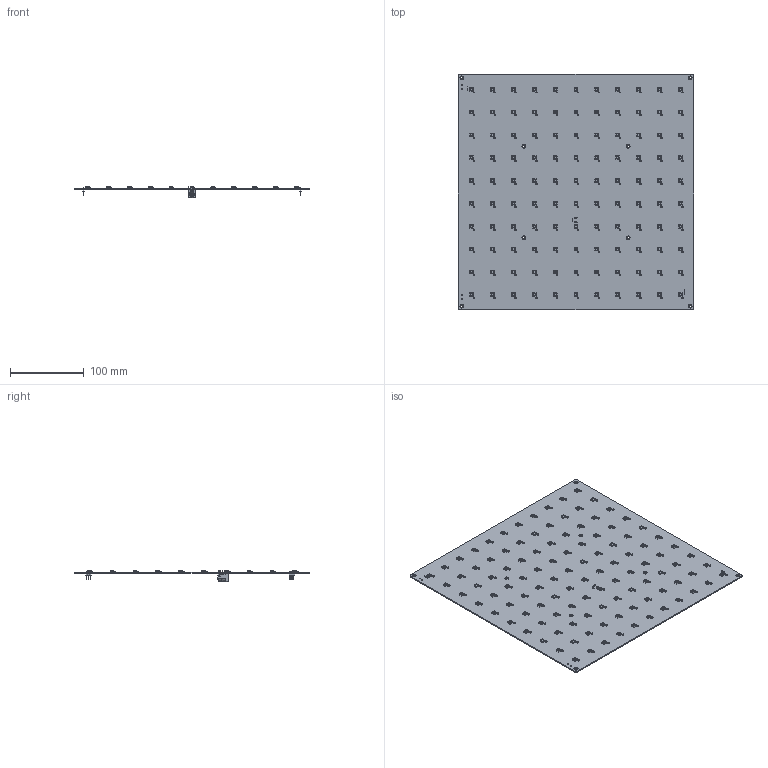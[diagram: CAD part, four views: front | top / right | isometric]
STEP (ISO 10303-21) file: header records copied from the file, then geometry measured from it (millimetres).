
FILE_DESCRIPTION(('KiCad electronic assembly'),'2;1');
FILE_NAME('Wordclock.step','2022-03-15T15:15:25',('Pcbnew'),('Kicad'), 'Open CASCADE STEP processor 7.6','KiCad to STEP converter','Unknown' );
FILE_SCHEMA(('AUTOMOTIVE_DESIGN { 1 0 10303 214 1 1 1 1 }'));
Length unit declared in the file: millimetre
Products named in the file (10): Wordclock 1; C_0805_2012Metric; SOLID; LED_WS2812B_PLCC4_5.0x5.0mm_P3.2mm; DS-210 v1; COMPOUND; PinHeader_1x03_P2.54mm_Vertical; _autosave-Wordclock PCB
Assembly tree (230 placements, depth 3):
  Wordclock 1
    C_0805_2012Metric  x110
      SOLID
    LED_WS2812B_PLCC4_5.0x5.0mm_P3.2mm  x112
      SOLID
    DS-210 v1
      COMPOUND
    PinHeader_1x03_P2.54mm_Vertical  x2
      SOLID
    _autosave-Wordclock PCB
Bounding box: 320 x 320 x 15 mm (x, y, z)
Volume: 168707.5 mm3; surface area: 220583.9 mm2
Topology: 230 solids, 230 shells, 11135 faces, 31552 edges, 20777 vertices
Faces by surface type: bspline 11031, cylinder 92, plane 12
Full cylindrical faces by diameter (mm): 0.5 x64, 1 x6, 1.52 x4, 3.5 x8
Entity records: 32653 total; most frequent: CARTESIAN_POINT 11480, ORIENTED_EDGE 2424, PCURVE 2424, DEFINITIONAL_REPRESENTATION 2424, B_SPLINE_CURVE_WITH_KNOTS 2330, DIRECTION 1772, EDGE_CURVE 1212, SURFACE_CURVE 1108
